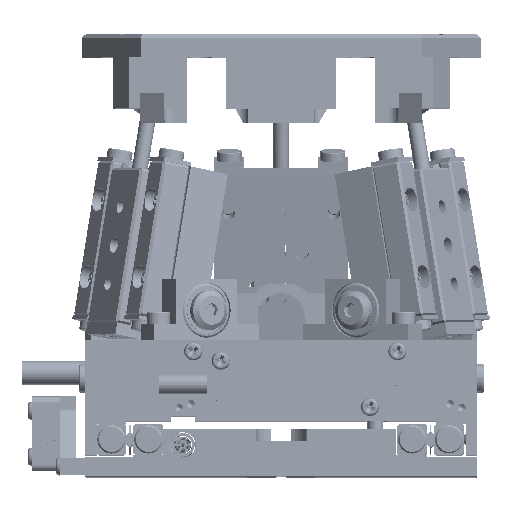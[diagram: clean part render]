
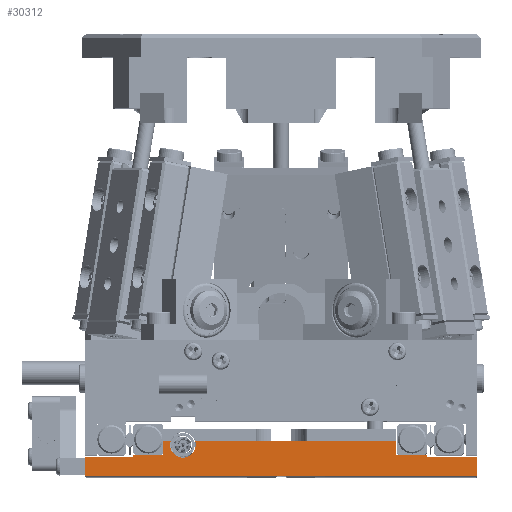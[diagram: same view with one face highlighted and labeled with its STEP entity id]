
A CAD part, top view. The second image highlights one B-rep face of the part: STEP entity #30312.
In plain terms, the highlighted planar face has unit normal (0, 0, 1).
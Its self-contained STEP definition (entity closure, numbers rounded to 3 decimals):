
#420 = DIRECTION ( 'NONE',  ( -1., 0., 0. ) ) ;
#2321 = CARTESIAN_POINT ( 'NONE',  ( 10.2, -2.85, 50. ) ) ;
#3911 = CARTESIAN_POINT ( 'NONE',  ( 10.4, -4.65, 50. ) ) ;
#3995 = CARTESIAN_POINT ( 'NONE',  ( 30.5, -0.2, 50. ) ) ;
#4462 = CARTESIAN_POINT ( 'NONE',  ( 0., 0., 50. ) ) ;
#4737 = EDGE_CURVE ( 'NONE', #36602, #41634, #99310, .T. ) ;
#5393 = VERTEX_POINT ( 'NONE', #18308 ) ;
#5491 = DIRECTION ( 'NONE',  ( -1., 0., 0. ) ) ;
#5762 = VECTOR ( 'NONE', #54768, 1000. ) ;
#6044 = EDGE_CURVE ( 'NONE', #41634, #22777, #33739, .T. ) ;
#6193 = VERTEX_POINT ( 'NONE', #97991 ) ;
#6254 = DIRECTION ( 'NONE',  ( 0., -1., 0. ) ) ;
#7511 = CARTESIAN_POINT ( 'NONE',  ( 37.5, -4.15, 50. ) ) ;
#7824 = VECTOR ( 'NONE', #94884, 1000. ) ;
#8627 = ORIENTED_EDGE ( 'NONE', *, *, #58815, .T. ) ;
#9289 = CARTESIAN_POINT ( 'NONE',  ( 6.4, -2.55, 50. ) ) ;
#10139 = CARTESIAN_POINT ( 'NONE',  ( 6.4, -2.55, 50. ) ) ;
#10368 = EDGE_CURVE ( 'NONE', #60549, #42955, #28277, .T. ) ;
#11875 = VERTEX_POINT ( 'NONE', #49745 ) ;
#12389 = ORIENTED_EDGE ( 'NONE', *, *, #24045, .T. ) ;
#12394 = VERTEX_POINT ( 'NONE', #78573 ) ;
#13219 = EDGE_CURVE ( 'NONE', #93905, #103858, #77384, .T. ) ;
#13539 = LINE ( 'NONE', #45187, #94232 ) ;
#13972 = DIRECTION ( 'NONE',  ( 0., 0., 1. ) ) ;
#15101 = VECTOR ( 'NONE', #104365, 1000. ) ;
#17222 = EDGE_CURVE ( 'NONE', #73902, #5393, #26983, .T. ) ;
#17657 = ORIENTED_EDGE ( 'NONE', *, *, #103142, .T. ) ;
#17892 = DIRECTION ( 'NONE',  ( 1., 0., 0. ) ) ;
#18308 = CARTESIAN_POINT ( 'NONE',  ( 10.4, -2.85, 50. ) ) ;
#19500 = FACE_OUTER_BOUND ( 'NONE', #87245, .T. ) ;
#20249 = CARTESIAN_POINT ( 'NONE',  ( 50., 0., 50. ) ) ;
#21162 = VERTEX_POINT ( 'NONE', #103868 ) ;
#22777 = VERTEX_POINT ( 'NONE', #9289 ) ;
#23890 = VERTEX_POINT ( 'NONE', #58963 ) ;
#24030 = AXIS2_PLACEMENT_3D ( 'NONE', #4462, #93387, #44684 ) ;
#24045 = EDGE_CURVE ( 'NONE', #21162, #25673, #47857, .T. ) ;
#25038 = ORIENTED_EDGE ( 'NONE', *, *, #88670, .T. ) ;
#25673 = VERTEX_POINT ( 'NONE', #95765 ) ;
#25922 = CARTESIAN_POINT ( 'NONE',  ( 30.5, -0.2, 50. ) ) ;
#26051 = LINE ( 'NONE', #35685, #36987 ) ;
#26078 = ORIENTED_EDGE ( 'NONE', *, *, #96142, .T. ) ;
#26589 = CIRCLE ( 'NONE', #77887, 1.632 ) ;
#26983 = LINE ( 'NONE', #2321, #97977 ) ;
#27185 = ORIENTED_EDGE ( 'NONE', *, *, #36284, .T. ) ;
#27351 = EDGE_CURVE ( 'NONE', #12394, #89535, #88708, .T. ) ;
#28022 = VECTOR ( 'NONE', #102175, 1000. ) ;
#28277 = LINE ( 'NONE', #20249, #49731 ) ;
#28867 = ORIENTED_EDGE ( 'NONE', *, *, #6044, .T. ) ;
#29048 = DIRECTION ( 'NONE',  ( 1., 0., 0. ) ) ;
#29632 = DIRECTION ( 'NONE',  ( 1., 0., 0. ) ) ;
#30312 = ADVANCED_FACE ( 'NONE', ( #19500 ), #54298, .F. ) ;
#30970 = CARTESIAN_POINT ( 'NONE',  ( 37.5, -4.15, 50. ) ) ;
#32032 = DIRECTION ( 'NONE',  ( 0., 0., 1. ) ) ;
#33229 = VECTOR ( 'NONE', #93908, 1000. ) ;
#33739 = LINE ( 'NONE', #10139, #54397 ) ;
#35685 = CARTESIAN_POINT ( 'NONE',  ( 40., -2.85, 50. ) ) ;
#36104 = ORIENTED_EDGE ( 'NONE', *, *, #4737, .T. ) ;
#36284 = EDGE_CURVE ( 'NONE', #25673, #80243, #37078, .T. ) ;
#36602 = VERTEX_POINT ( 'NONE', #48817 ) ;
#36720 = VERTEX_POINT ( 'NONE', #43420 ) ;
#36987 = VECTOR ( 'NONE', #66241, 1000. ) ;
#37078 = LINE ( 'NONE', #72887, #7824 ) ;
#37745 = EDGE_CURVE ( 'NONE', #89535, #23890, #42272, .T. ) ;
#41208 = CARTESIAN_POINT ( 'NONE',  ( 39.132, -4.15, 50. ) ) ;
#41634 = VERTEX_POINT ( 'NONE', #90672 ) ;
#42272 = CIRCLE ( 'NONE', #105539, 1.632 ) ;
#42955 = VERTEX_POINT ( 'NONE', #93746 ) ;
#43420 = CARTESIAN_POINT ( 'NONE',  ( 40., -4.65, 50. ) ) ;
#44684 = DIRECTION ( 'NONE',  ( -1., 0., 0. ) ) ;
#45145 = ORIENTED_EDGE ( 'NONE', *, *, #17222, .T. ) ;
#45164 = ORIENTED_EDGE ( 'NONE', *, *, #66487, .F. ) ;
#45187 = CARTESIAN_POINT ( 'NONE',  ( 0., -0.2, 50. ) ) ;
#46343 = VECTOR ( 'NONE', #29048, 1000. ) ;
#46557 = CARTESIAN_POINT ( 'NONE',  ( 10.4, -4.65, 50. ) ) ;
#46715 = LINE ( 'NONE', #95428, #46343 ) ;
#47857 = LINE ( 'NONE', #64426, #97758 ) ;
#48707 = LINE ( 'NONE', #97414, #89265 ) ;
#48817 = CARTESIAN_POINT ( 'NONE',  ( 0., -0.2, 50. ) ) ;
#49731 = VECTOR ( 'NONE', #77531, 1000. ) ;
#49745 = CARTESIAN_POINT ( 'NONE',  ( 35.947, -4.65, 50. ) ) ;
#49841 = ORIENTED_EDGE ( 'NONE', *, *, #84286, .T. ) ;
#51355 = CARTESIAN_POINT ( 'NONE',  ( 10.4, 47.15, 50. ) ) ;
#54298 = PLANE ( 'NONE',  #24030 ) ;
#54397 = VECTOR ( 'NONE', #81938, 1000. ) ;
#54768 = DIRECTION ( 'NONE',  ( 1., 0., 0. ) ) ;
#54775 = ORIENTED_EDGE ( 'NONE', *, *, #37745, .F. ) ;
#54822 = CARTESIAN_POINT ( 'NONE',  ( 6.4, -2.85, 50. ) ) ;
#55017 = LINE ( 'NONE', #96769, #68857 ) ;
#58431 = ORIENTED_EDGE ( 'NONE', *, *, #27351, .F. ) ;
#58514 = ORIENTED_EDGE ( 'NONE', *, *, #94677, .T. ) ;
#58815 = EDGE_CURVE ( 'NONE', #80243, #60549, #46715, .T. ) ;
#58963 = CARTESIAN_POINT ( 'NONE',  ( 35.868, -4.15, 50. ) ) ;
#59115 = CARTESIAN_POINT ( 'NONE',  ( 37.5, -4.15, 50. ) ) ;
#59133 = DIRECTION ( 'NONE',  ( 0., -1., 0. ) ) ;
#59635 = DIRECTION ( 'NONE',  ( 1., 0., 0. ) ) ;
#60549 = VERTEX_POINT ( 'NONE', #80127 ) ;
#61475 = LINE ( 'NONE', #51355, #28022 ) ;
#61936 = ORIENTED_EDGE ( 'NONE', *, *, #10368, .T. ) ;
#64426 = CARTESIAN_POINT ( 'NONE',  ( 43.8, -2.85, 50. ) ) ;
#66241 = DIRECTION ( 'NONE',  ( 0., 1., 0. ) ) ;
#66487 = EDGE_CURVE ( 'NONE', #11875, #6193, #70847, .T. ) ;
#68627 = ORIENTED_EDGE ( 'NONE', *, *, #13219, .F. ) ;
#68857 = VECTOR ( 'NONE', #6254, 1000. ) ;
#70847 = LINE ( 'NONE', #3911, #33229 ) ;
#71165 = LINE ( 'NONE', #46557, #15101 ) ;
#71276 = DIRECTION ( 'NONE',  ( 1., 0., 0. ) ) ;
#72880 = EDGE_CURVE ( 'NONE', #36720, #12394, #71165, .T. ) ;
#72887 = CARTESIAN_POINT ( 'NONE',  ( 43.8, -2.55, 50. ) ) ;
#73902 = VERTEX_POINT ( 'NONE', #54822 ) ;
#76475 = VECTOR ( 'NONE', #59133, 1000. ) ;
#76797 = AXIS2_PLACEMENT_3D ( 'NONE', #7511, #13972, #71276 ) ;
#77384 = LINE ( 'NONE', #3995, #5762 ) ;
#77531 = DIRECTION ( 'NONE',  ( 0., 1., 0. ) ) ;
#77864 = ORIENTED_EDGE ( 'NONE', *, *, #101555, .F. ) ;
#77887 = AXIS2_PLACEMENT_3D ( 'NONE', #59115, #91761, #59635 ) ;
#78573 = CARTESIAN_POINT ( 'NONE',  ( 39.053, -4.65, 50. ) ) ;
#80127 = CARTESIAN_POINT ( 'NONE',  ( 50., -2.55, 50. ) ) ;
#80243 = VERTEX_POINT ( 'NONE', #96132 ) ;
#80758 = DIRECTION ( 'NONE',  ( 1., 0., 0. ) ) ;
#81938 = DIRECTION ( 'NONE',  ( 1., 0., 0. ) ) ;
#84286 = EDGE_CURVE ( 'NONE', #42955, #103858, #13539, .T. ) ;
#87245 = EDGE_LOOP ( 'NONE', ( #100919, #17657, #12389, #27185, #8627, #61936, #49841, #68627, #26078, #36104, #28867, #58514, #45145, #25038, #45164, #77864, #54775, #58431 ) ) ;
#88670 = EDGE_CURVE ( 'NONE', #5393, #6193, #61475, .T. ) ;
#88708 = CIRCLE ( 'NONE', #76797, 1.632 ) ;
#89265 = VECTOR ( 'NONE', #420, 1000. ) ;
#89535 = VERTEX_POINT ( 'NONE', #41208 ) ;
#90672 = CARTESIAN_POINT ( 'NONE',  ( 0., -2.55, 50. ) ) ;
#91761 = DIRECTION ( 'NONE',  ( 0., 0., 1. ) ) ;
#92309 = CARTESIAN_POINT ( 'NONE',  ( 0., -2.55, 50. ) ) ;
#93387 = DIRECTION ( 'NONE',  ( 0., 0., -1. ) ) ;
#93746 = CARTESIAN_POINT ( 'NONE',  ( 50., -0.2, 50. ) ) ;
#93905 = VERTEX_POINT ( 'NONE', #96350 ) ;
#93908 = DIRECTION ( 'NONE',  ( -1., 0., 0. ) ) ;
#94232 = VECTOR ( 'NONE', #5491, 1000. ) ;
#94677 = EDGE_CURVE ( 'NONE', #22777, #73902, #55017, .T. ) ;
#94884 = DIRECTION ( 'NONE',  ( 0., 1., 0. ) ) ;
#95428 = CARTESIAN_POINT ( 'NONE',  ( 50., -2.55, 50. ) ) ;
#95765 = CARTESIAN_POINT ( 'NONE',  ( 43.8, -2.85, 50. ) ) ;
#96132 = CARTESIAN_POINT ( 'NONE',  ( 43.8, -2.55, 50. ) ) ;
#96142 = EDGE_CURVE ( 'NONE', #93905, #36602, #48707, .T. ) ;
#96350 = CARTESIAN_POINT ( 'NONE',  ( 19.5, -0.2, 50. ) ) ;
#96769 = CARTESIAN_POINT ( 'NONE',  ( 6.4, -2.85, 50. ) ) ;
#97414 = CARTESIAN_POINT ( 'NONE',  ( 0., -0.2, 50. ) ) ;
#97758 = VECTOR ( 'NONE', #29632, 1000. ) ;
#97977 = VECTOR ( 'NONE', #17892, 1000. ) ;
#97991 = CARTESIAN_POINT ( 'NONE',  ( 10.4, -4.65, 50. ) ) ;
#99310 = LINE ( 'NONE', #92309, #76475 ) ;
#100919 = ORIENTED_EDGE ( 'NONE', *, *, #72880, .F. ) ;
#101555 = EDGE_CURVE ( 'NONE', #23890, #11875, #26589, .T. ) ;
#102175 = DIRECTION ( 'NONE',  ( 0., -1., 0. ) ) ;
#103142 = EDGE_CURVE ( 'NONE', #36720, #21162, #26051, .T. ) ;
#103858 = VERTEX_POINT ( 'NONE', #25922 ) ;
#103868 = CARTESIAN_POINT ( 'NONE',  ( 40., -2.85, 50. ) ) ;
#104365 = DIRECTION ( 'NONE',  ( -1., 0., 0. ) ) ;
#105539 = AXIS2_PLACEMENT_3D ( 'NONE', #30970, #32032, #80758 ) ;
